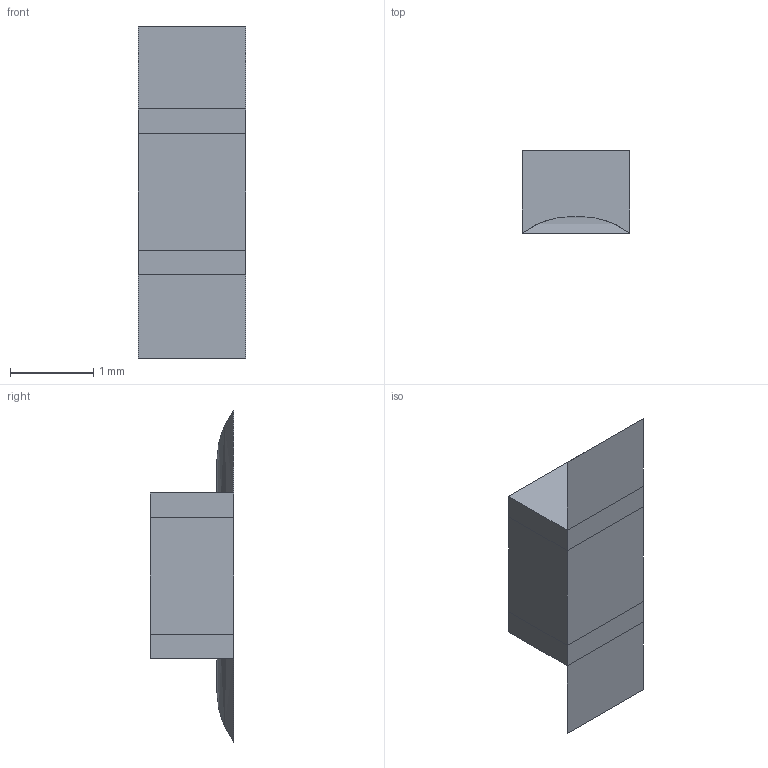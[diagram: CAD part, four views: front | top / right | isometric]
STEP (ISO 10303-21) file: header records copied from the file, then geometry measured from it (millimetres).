
FILE_DESCRIPTION (( 'STEP AP203' ), '1' );
FILE_NAME ('Res.step_Default_sldprt.STEP', '2024-05-06T01:25:10', ( '' ), ( '' ), 'SwSTEP 2.0', 'SolidWorks 2021', '' );
FILE_SCHEMA (( 'CONFIG_CONTROL_DESIGN' ));
Length unit declared in the file: millimetre
Products named in the file (1): Res.step_Default_sldprt
Bounding box: 1.3 x 1 x 4 mm (x, y, z)
Volume: 2.9 mm3; surface area: 22.8 mm2
Topology: 5 solids, 5 shells, 30 faces, 60 edges, 40 vertices
Faces by surface type: plane 24, cylinder 6
Entity records: 837 total; most frequent: CARTESIAN_POINT 143, DIRECTION 122, ORIENTED_EDGE 120, EDGE_CURVE 60, VECTOR 52, LINE 52, VERTEX_POINT 40, AXIS2_PLACEMENT_3D 35
